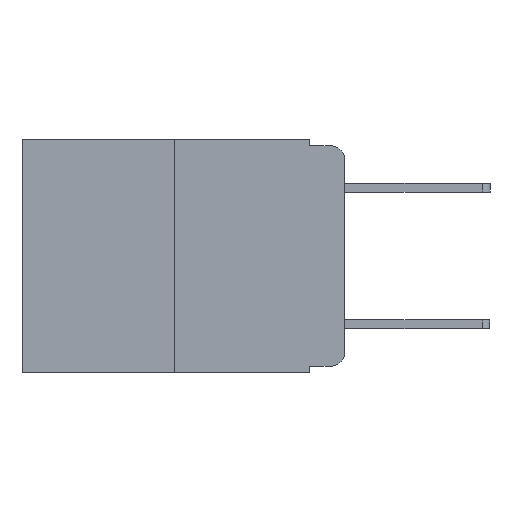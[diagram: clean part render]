
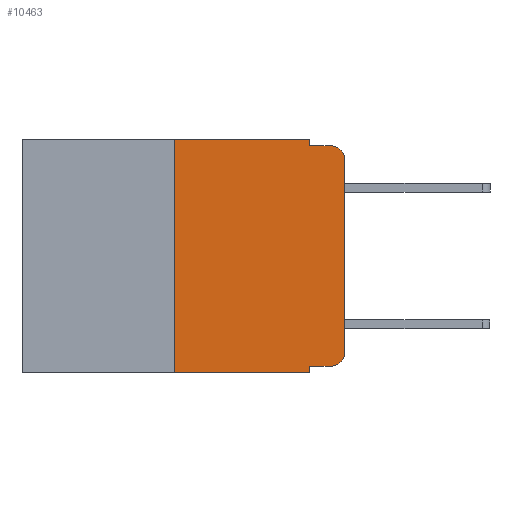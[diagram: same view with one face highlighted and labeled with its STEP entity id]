
A CAD part, left-side view. The second image highlights one B-rep face of the part: STEP entity #10463.
In plain terms, the highlighted planar face has unit normal (-1, 0, 0).
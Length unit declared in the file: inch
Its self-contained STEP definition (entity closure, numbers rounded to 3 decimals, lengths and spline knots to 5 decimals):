
#81 = DIRECTION ( 'NONE',  ( 0., 0., -1. ) ) ;
#113 = EDGE_CURVE ( 'NONE', #5764, #16112, #2634, .T. ) ;
#196 = DIRECTION ( 'NONE',  ( 0., -1., 0. ) ) ;
#1221 = VECTOR ( 'NONE', #10736, 39.37008 ) ;
#2276 = EDGE_LOOP ( 'NONE', ( #19009, #13874, #6541, #7507, #11154, #10943, #19268, #9104, #9814, #16643 ) ) ;
#2414 = FACE_OUTER_BOUND ( 'NONE', #2276, .T. ) ;
#2516 = EDGE_CURVE ( 'NONE', #13772, #5332, #16615, .T. ) ;
#2634 = LINE ( 'NONE', #3691, #21627 ) ;
#2684 = CIRCLE ( 'NONE', #16665, 0.02 ) ;
#3346 = VECTOR ( 'NONE', #19912, 39.37008 ) ;
#3386 = VECTOR ( 'NONE', #7646, 39.37008 ) ;
#3691 = CARTESIAN_POINT ( 'NONE',  ( 0., 0.051, 0. ) ) ;
#3693 = LINE ( 'NONE', #21353, #8242 ) ;
#3745 = AXIS2_PLACEMENT_3D ( 'NONE', #22956, #11878, #81 ) ;
#3960 = LINE ( 'NONE', #16271, #3346 ) ;
#4327 = EDGE_CURVE ( 'NONE', #5332, #18120, #17703, .T. ) ;
#5109 = DIRECTION ( 'NONE',  ( -1., 0., 0. ) ) ;
#5332 = VERTEX_POINT ( 'NONE', #12058 ) ;
#5764 = VERTEX_POINT ( 'NONE', #10158 ) ;
#6139 = VERTEX_POINT ( 'NONE', #18765 ) ;
#6541 = ORIENTED_EDGE ( 'NONE', *, *, #4327, .F. ) ;
#7164 = DIRECTION ( 'NONE',  ( 0., -1., 0. ) ) ;
#7507 = ORIENTED_EDGE ( 'NONE', *, *, #2516, .F. ) ;
#7614 = VECTOR ( 'NONE', #196, 39.37008 ) ;
#7646 = DIRECTION ( 'NONE',  ( 0., 0., 1. ) ) ;
#7779 = AXIS2_PLACEMENT_3D ( 'NONE', #14330, #19939, #8664 ) ;
#8242 = VECTOR ( 'NONE', #17753, 39.37008 ) ;
#8364 = LINE ( 'NONE', #19845, #12884 ) ;
#8664 = DIRECTION ( 'NONE',  ( 0., 0., -1. ) ) ;
#8717 = CARTESIAN_POINT ( 'NONE',  ( 0., 0.25, -0.343 ) ) ;
#9104 = ORIENTED_EDGE ( 'NONE', *, *, #113, .F. ) ;
#9814 = ORIENTED_EDGE ( 'NONE', *, *, #15611, .T. ) ;
#10158 = CARTESIAN_POINT ( 'NONE',  ( 0., 0.051, -0.333 ) ) ;
#10463 = ADVANCED_FACE ( 'NONE', ( #2414 ), #18085, .F. ) ;
#10542 = DIRECTION ( 'NONE',  ( 0., -1., 0. ) ) ;
#10663 = EDGE_CURVE ( 'NONE', #15171, #21531, #3960, .T. ) ;
#10736 = DIRECTION ( 'NONE',  ( 0., 0., -1. ) ) ;
#10943 = ORIENTED_EDGE ( 'NONE', *, *, #12933, .F. ) ;
#11154 = ORIENTED_EDGE ( 'NONE', *, *, #13145, .F. ) ;
#11170 = CARTESIAN_POINT ( 'NONE',  ( 0., 0.051, 0. ) ) ;
#11176 = VERTEX_POINT ( 'NONE', #8717 ) ;
#11878 = DIRECTION ( 'NONE',  ( -1., 0., 0. ) ) ;
#12058 = CARTESIAN_POINT ( 'NONE',  ( 0., 0.051, -0.01 ) ) ;
#12477 = CARTESIAN_POINT ( 'NONE',  ( 0., 0.051, 0. ) ) ;
#12884 = VECTOR ( 'NONE', #10542, 39.37008 ) ;
#12933 = EDGE_CURVE ( 'NONE', #11176, #6139, #23451, .T. ) ;
#13145 = EDGE_CURVE ( 'NONE', #6139, #13772, #3693, .T. ) ;
#13253 = CARTESIAN_POINT ( 'NONE',  ( 0., 0., -0.313 ) ) ;
#13506 = CARTESIAN_POINT ( 'NONE',  ( 0., 0., -0.03 ) ) ;
#13772 = VERTEX_POINT ( 'NONE', #12477 ) ;
#13874 = ORIENTED_EDGE ( 'NONE', *, *, #20983, .T. ) ;
#14065 = LINE ( 'NONE', #22120, #23300 ) ;
#14330 = CARTESIAN_POINT ( 'NONE',  ( 0., 0.473, 0. ) ) ;
#14405 = CARTESIAN_POINT ( 'NONE',  ( 0., 0.051, -0.343 ) ) ;
#15171 = VERTEX_POINT ( 'NONE', #13253 ) ;
#15272 = CARTESIAN_POINT ( 'NONE',  ( 0., 0.02, -0.01 ) ) ;
#15611 = EDGE_CURVE ( 'NONE', #5764, #23001, #14065, .T. ) ;
#16066 = EDGE_CURVE ( 'NONE', #11176, #16112, #8364, .T. ) ;
#16112 = VERTEX_POINT ( 'NONE', #14405 ) ;
#16271 = CARTESIAN_POINT ( 'NONE',  ( 0., 0., 0. ) ) ;
#16545 = CARTESIAN_POINT ( 'NONE',  ( 0., 0.02, -0.313 ) ) ;
#16615 = LINE ( 'NONE', #11170, #1221 ) ;
#16643 = ORIENTED_EDGE ( 'NONE', *, *, #17948, .T. ) ;
#16665 = AXIS2_PLACEMENT_3D ( 'NONE', #16545, #5109, #18431 ) ;
#17124 = CARTESIAN_POINT ( 'NONE',  ( 0., 0.25, 0. ) ) ;
#17703 = LINE ( 'NONE', #22395, #7614 ) ;
#17753 = DIRECTION ( 'NONE',  ( 0., -1., 0. ) ) ;
#17948 = EDGE_CURVE ( 'NONE', #23001, #15171, #2684, .T. ) ;
#18085 = PLANE ( 'NONE',  #7779 ) ;
#18120 = VERTEX_POINT ( 'NONE', #15272 ) ;
#18431 = DIRECTION ( 'NONE',  ( 0., 0., -1. ) ) ;
#18577 = CIRCLE ( 'NONE', #3745, 0.02 ) ;
#18765 = CARTESIAN_POINT ( 'NONE',  ( 0., 0.25, 0. ) ) ;
#19009 = ORIENTED_EDGE ( 'NONE', *, *, #10663, .T. ) ;
#19268 = ORIENTED_EDGE ( 'NONE', *, *, #16066, .T. ) ;
#19845 = CARTESIAN_POINT ( 'NONE',  ( 0., 0.473, -0.343 ) ) ;
#19912 = DIRECTION ( 'NONE',  ( 0., 0., 1. ) ) ;
#19939 = DIRECTION ( 'NONE',  ( 1., 0., 0. ) ) ;
#20983 = EDGE_CURVE ( 'NONE', #21531, #18120, #18577, .T. ) ;
#21353 = CARTESIAN_POINT ( 'NONE',  ( 0., 0.473, 0. ) ) ;
#21531 = VERTEX_POINT ( 'NONE', #13506 ) ;
#21627 = VECTOR ( 'NONE', #21876, 39.37008 ) ;
#21876 = DIRECTION ( 'NONE',  ( 0., 0., -1. ) ) ;
#22120 = CARTESIAN_POINT ( 'NONE',  ( 0., 0.051, -0.333 ) ) ;
#22395 = CARTESIAN_POINT ( 'NONE',  ( 0., 0.051, -0.01 ) ) ;
#22956 = CARTESIAN_POINT ( 'NONE',  ( 0., 0.02, -0.03 ) ) ;
#23001 = VERTEX_POINT ( 'NONE', #24021 ) ;
#23300 = VECTOR ( 'NONE', #7164, 39.37008 ) ;
#23451 = LINE ( 'NONE', #17124, #3386 ) ;
#24021 = CARTESIAN_POINT ( 'NONE',  ( 0., 0.02, -0.333 ) ) ;
